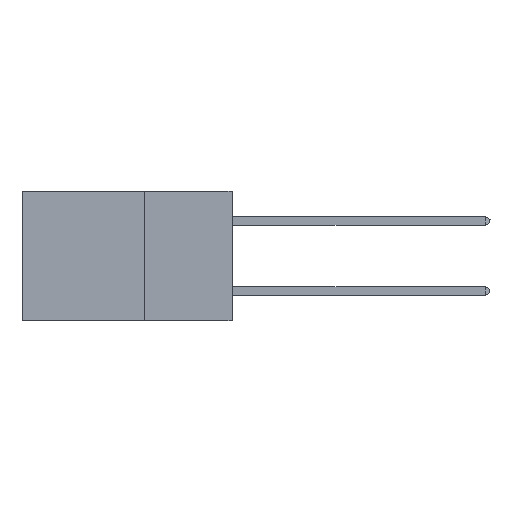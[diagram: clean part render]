
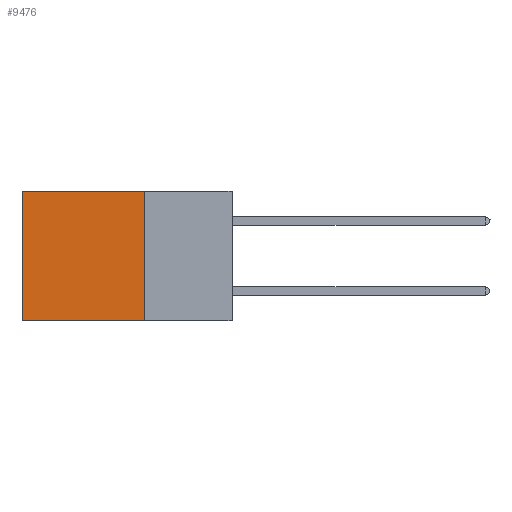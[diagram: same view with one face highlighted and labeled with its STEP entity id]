
A CAD part, left-side view. The second image highlights one B-rep face of the part: STEP entity #9476.
In plain terms, the highlighted planar face has unit normal (-1, 0, 0).
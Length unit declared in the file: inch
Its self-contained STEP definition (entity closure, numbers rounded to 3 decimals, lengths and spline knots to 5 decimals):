
#130 = DIRECTION ( 'NONE',  ( 0., 1., 0. ) ) ;
#669 = DIRECTION ( 'NONE',  ( 0., 0., -1. ) ) ;
#1991 = VECTOR ( 'NONE', #18384, 39.37008 ) ;
#2637 = EDGE_CURVE ( 'NONE', #13331, #3070, #29872, .T. ) ;
#3070 = VERTEX_POINT ( 'NONE', #10294 ) ;
#3945 = LINE ( 'NONE', #22208, #21899 ) ;
#4173 = AXIS2_PLACEMENT_3D ( 'NONE', #12161, #16958, #669 ) ;
#6111 = DIRECTION ( 'NONE',  ( 0., 0., -1. ) ) ;
#6167 = CARTESIAN_POINT ( 'NONE',  ( 0.2875, 0.25, 0. ) ) ;
#6339 = EDGE_CURVE ( 'NONE', #3070, #17442, #3945, .T. ) ;
#6638 = ORIENTED_EDGE ( 'NONE', *, *, #19889, .F. ) ;
#8894 = ORIENTED_EDGE ( 'NONE', *, *, #6339, .T. ) ;
#9350 = VERTEX_POINT ( 'NONE', #28424 ) ;
#9476 = ADVANCED_FACE ( 'NONE', ( #10300 ), #26683, .F. ) ;
#10294 = CARTESIAN_POINT ( 'NONE',  ( 0.2875, 0.6, 0. ) ) ;
#10300 = FACE_OUTER_BOUND ( 'NONE', #12884, .T. ) ;
#10615 = CARTESIAN_POINT ( 'NONE',  ( 0.2875, 0.6, -0.37 ) ) ;
#12161 = CARTESIAN_POINT ( 'NONE',  ( 0.2875, 0.25, 0. ) ) ;
#12884 = EDGE_LOOP ( 'NONE', ( #8894, #6638, #18078, #14059 ) ) ;
#13331 = VERTEX_POINT ( 'NONE', #16928 ) ;
#14059 = ORIENTED_EDGE ( 'NONE', *, *, #2637, .T. ) ;
#16928 = CARTESIAN_POINT ( 'NONE',  ( 0.2875, 0.25, 0. ) ) ;
#16958 = DIRECTION ( 'NONE',  ( 1., 0., 0. ) ) ;
#17442 = VERTEX_POINT ( 'NONE', #10615 ) ;
#18078 = ORIENTED_EDGE ( 'NONE', *, *, #22442, .F. ) ;
#18384 = DIRECTION ( 'NONE',  ( 0., 0., -1. ) ) ;
#18569 = LINE ( 'NONE', #28013, #29081 ) ;
#19434 = LINE ( 'NONE', #23626, #1991 ) ;
#19889 = EDGE_CURVE ( 'NONE', #9350, #17442, #18569, .T. ) ;
#21899 = VECTOR ( 'NONE', #6111, 39.37008 ) ;
#22208 = CARTESIAN_POINT ( 'NONE',  ( 0.2875, 0.6, 0. ) ) ;
#22442 = EDGE_CURVE ( 'NONE', #13331, #9350, #19434, .T. ) ;
#22723 = VECTOR ( 'NONE', #30025, 39.37008 ) ;
#23626 = CARTESIAN_POINT ( 'NONE',  ( 0.2875, 0.25, 0. ) ) ;
#26683 = PLANE ( 'NONE',  #4173 ) ;
#28013 = CARTESIAN_POINT ( 'NONE',  ( 0.2875, 0.25, -0.37 ) ) ;
#28424 = CARTESIAN_POINT ( 'NONE',  ( 0.2875, 0.25, -0.37 ) ) ;
#29081 = VECTOR ( 'NONE', #130, 39.37008 ) ;
#29872 = LINE ( 'NONE', #6167, #22723 ) ;
#30025 = DIRECTION ( 'NONE',  ( 0., 1., 0. ) ) ;
